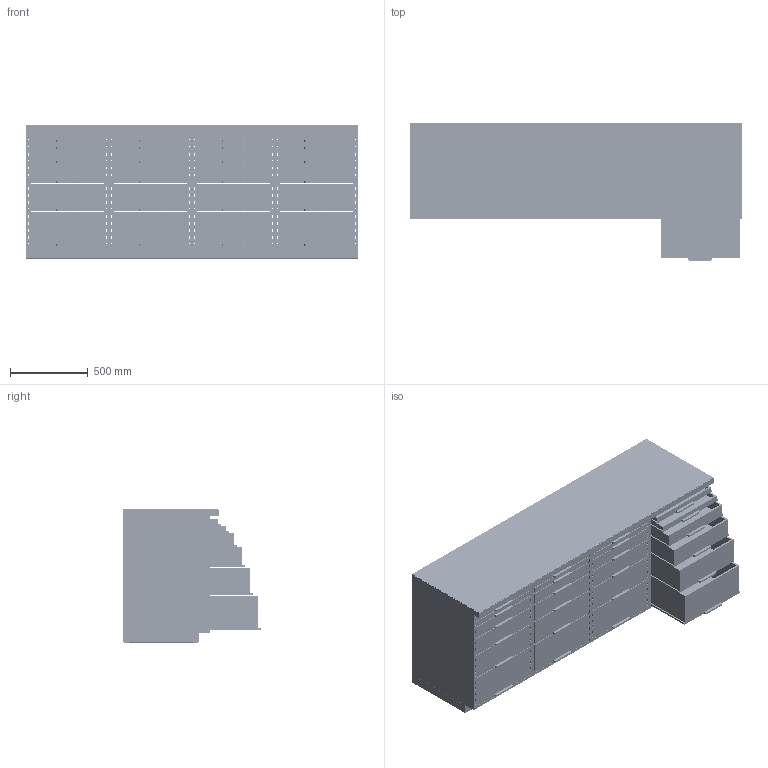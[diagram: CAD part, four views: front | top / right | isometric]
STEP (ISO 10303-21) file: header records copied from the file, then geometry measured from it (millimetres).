
FILE_DESCRIPTION(/* description */ ('','CAx-IF Rec.Pracs.---Representation and Presentation of Product Manufacturing Information (PMI)---4.0---2014-10-13'),/* implementation_level */ '2;1');
FILE_NAME(/* name */ '4 Cabinet Counter v11.step',/* time_stamp */ '2025-02-23T07:58:46-05:00',/* author */ (''),/* organization */ (''),/* preprocessor_version */ 'ST-DEVELOPER v20',/* originating_system */ 'Autodesk Translation Framework v13.20.0.188',/* authorisation */ '');
FILE_SCHEMA (('AP242_MANAGED_MODEL_BASED_3D_ENGINEERING_MIM_LF { 1 0 10303 442 1 1 4 }'));
Length unit declared in the file: inch
Products named in the file (80): 4 Cabinet Counter; Footer Frame; Footer Long; Footer Short; Counter Top; Laminate; Laminate End; Laminate Front; Laminate Top; MDF Laminate; MDF Sheet; Cabinet Opened; Drawer Stack Opened; Frame Assembly; Frame Stretcher Assembly; Frame Back Stretcher Assembly; Frame Stretcher Assembly_1; Frame Stretcher Assembly_2; Frame Back Stretcher Assembly_1; Frame Stretcher Assembly_3; Frame Stretcher Assembly_4; Frame Stretcher Assembly_5; Cabinet Closed; Frame Assembly_1; Frame Stretcher Assembly_6; Frame Back Stretcher Assembly_2; Frame Stretcher Assembly_7; Frame Stretcher Assembly_8; Frame Back Stretcher Assembly_3; Frame Stretcher Assembly_9; Frame Stretcher Assembly_10; Frame Stretcher Assembly_11; Cabinet Closed_1; Frame Assembly_2; Frame Stretcher Assembly_12; Frame Back Stretcher Assembly_4; Frame Stretcher Assembly_13; Frame Stretcher Assembly_14; Frame Back Stretcher Assembly_5; Frame Stretcher Assembly_15 ...
Assembly tree (241 placements, depth 6):
  4 Cabinet Counter
    Footer Frame
      Footer Long  x2
      Footer Short  x5
    Counter Top
      Laminate
        Laminate End  x2
        Laminate Front
        Laminate Top
      MDF Laminate
        MDF Sheet  x2
    Cabinet Opened
      Drawer Stack Opened
        5U Drawer Assembly
          Drawer Bottom Assembly
            Drawer Bottom
            False Back
          5U Sides
            5U Dado  x2
            5U Rabbet  x2
        4U Drawer Assembly
          Drawer Bottom Assembly
            Drawer Bottom
            False Back
          4U Sides
            4U Dado  x2
            4U Rabbet  x2
        3U Drawer Assembly
          Drawer Bottom Assembly
            Drawer Bottom
            False Back
          3U Sides
            3U Dado  x2
            3U Rabbet  x2
        2U Drawer Assembly
          Drawer Bottom Assembly
            Drawer Bottom
            False Back
          2U Sides
            2U Dado  x2
            2U Rabbet  x2
        1U Drawer Assembly  x2
          Drawer Bottom Assembly
            Drawer Bottom
            False Back
          1U Sides
            1U Dado  x2
            1U Rabbet  x2
      Frame Assembly
        Frame Stretcher Assembly
          Pocket Hole Screw v2  x4
          Frame Stretcher
        Frame Back Stretcher Assembly
          Frame Stretcher Assembly_1
            Pocket Hole Screw v2  x4
            Frame Stretcher
          Frame Stretcher Assembly_2
            Pocket Hole Screw v2  x4
            Frame Stretcher
        Frame Back Stretcher Assembly_1
Bounding box: 2130.35 x 881.43 x 853.44 mm (x, y, z)
Volume: 283437013.8 mm3; surface area: 46544139 mm2
Topology: 293 solids, 293 shells, 7602 faces, 20376 edges, 13456 vertices
Faces by surface type: plane 3230, cylinder 2020, bspline 1536, torus 384, cone 384, sphere 48
Full cylindrical faces by diameter (mm): 2.134 x480, 3.04 x96, 7.239 x96, 7.62 x96
Entity records: 14922 total; most frequent: CARTESIAN_POINT 4223, DIRECTION 2043, ORIENTED_EDGE 1658, EDGE_CURVE 829, LINE 681, VECTOR 681, AXIS2_PLACEMENT_3D 681, VERTEX_POINT 552
